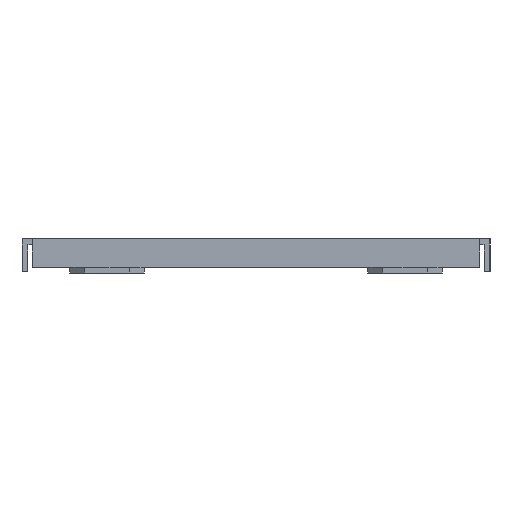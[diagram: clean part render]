
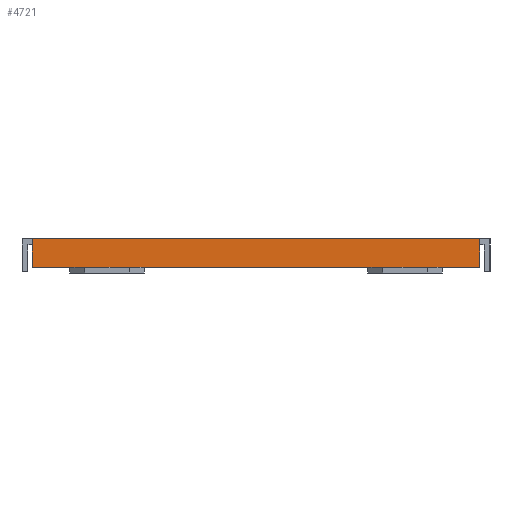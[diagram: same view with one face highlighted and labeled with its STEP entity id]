
A CAD part, left-side view. The second image highlights one B-rep face of the part: STEP entity #4721.
In plain terms, the highlighted planar face has unit normal (-1, 0, 0).
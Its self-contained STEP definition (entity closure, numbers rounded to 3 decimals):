
#313=DIRECTION('',(0.,-1.,0.));
#314=VECTOR('',#313,150.);
#315=CARTESIAN_POINT('',(1251.299,305.615,2.));
#316=LINE('',#315,#314);
#1803=DIRECTION('',(0.,1.,0.));
#1804=VECTOR('',#1803,12.5);
#1805=CARTESIAN_POINT('',(1251.299,293.115,-7.5));
#1806=LINE('',#1805,#1804);
#1810=DIRECTION('',(0.,0.,1.));
#1811=VECTOR('',#1810,9.5);
#1812=CARTESIAN_POINT('',(1251.299,305.615,-7.5));
#1813=LINE('',#1812,#1811);
#1831=DIRECTION('',(0.,0.,1.));
#1832=VECTOR('',#1831,9.5);
#1833=CARTESIAN_POINT('',(1251.299,155.615,-7.5));
#1834=LINE('',#1833,#1832);
#1978=DIRECTION('',(0.,-1.,0.));
#1979=VECTOR('',#1978,12.5);
#1980=CARTESIAN_POINT('',(1251.299,168.115,-7.5));
#1981=LINE('',#1980,#1979);
#1999=DIRECTION('',(0.,-1.,0.));
#2000=VECTOR('',#1999,25.);
#2001=CARTESIAN_POINT('',(1251.299,193.115,-7.5));
#2002=LINE('',#2001,#2000);
#2122=DIRECTION('',(0.,-1.,0.));
#2123=VECTOR('',#2122,75.);
#2124=CARTESIAN_POINT('',(1251.299,268.115,-7.5));
#2125=LINE('',#2124,#2123);
#2143=DIRECTION('',(0.,-1.,0.));
#2144=VECTOR('',#2143,25.);
#2145=CARTESIAN_POINT('',(1251.299,293.115,-7.5));
#2146=LINE('',#2145,#2144);
#2562=CARTESIAN_POINT('',(1251.299,155.615,2.));
#2563=VERTEX_POINT('',#2562);
#2564=CARTESIAN_POINT('',(1251.299,305.615,2.));
#2565=VERTEX_POINT('',#2564);
#2882=CARTESIAN_POINT('',(1251.299,305.615,-7.5));
#2884=VERTEX_POINT('',#2882);
#2886=CARTESIAN_POINT('',(1251.299,293.115,-7.5));
#2887=VERTEX_POINT('',#2886);
#2890=CARTESIAN_POINT('',(1251.299,168.115,-7.5));
#2891=CARTESIAN_POINT('',(1251.299,155.615,-7.5));
#2892=VERTEX_POINT('',#2890);
#2893=VERTEX_POINT('',#2891);
#2894=CARTESIAN_POINT('',(1251.299,193.115,-7.5));
#2895=VERTEX_POINT('',#2894);
#2896=CARTESIAN_POINT('',(1251.299,268.115,-7.5));
#2897=VERTEX_POINT('',#2896);
#4700=CARTESIAN_POINT('',(1251.299,299.365,0.));
#4701=DIRECTION('',(-1.,0.,0.));
#4702=DIRECTION('',(0.,-1.,0.));
#4703=AXIS2_PLACEMENT_3D('',#4700,#4701,#4702);
#4704=PLANE('',#4703);
#4706=ORIENTED_EDGE('',*,*,#4705,.F.);
#4708=ORIENTED_EDGE('',*,*,#4707,.F.);
#4710=ORIENTED_EDGE('',*,*,#4709,.F.);
#4712=ORIENTED_EDGE('',*,*,#4711,.F.);
#4714=ORIENTED_EDGE('',*,*,#4713,.F.);
#4716=ORIENTED_EDGE('',*,*,#4715,.T.);
#4717=ORIENTED_EDGE('',*,*,#4682,.T.);
#4718=ORIENTED_EDGE('',*,*,#3063,.T.);
#4719=EDGE_LOOP('',(#4706,#4708,#4710,#4712,#4714,#4716,#4717,#4718));
#4720=FACE_OUTER_BOUND('',#4719,.F.);
#3063=EDGE_CURVE('',#2565,#2563,#316,.T.);
#4682=EDGE_CURVE('',#2884,#2565,#1813,.T.);
#4705=EDGE_CURVE('',#2893,#2563,#1834,.T.);
#4707=EDGE_CURVE('',#2892,#2893,#1981,.T.);
#4709=EDGE_CURVE('',#2895,#2892,#2002,.T.);
#4711=EDGE_CURVE('',#2897,#2895,#2125,.T.);
#4713=EDGE_CURVE('',#2887,#2897,#2146,.T.);
#4715=EDGE_CURVE('',#2887,#2884,#1806,.T.);
#4721=ADVANCED_FACE('',(#4720),#4704,.T.);
